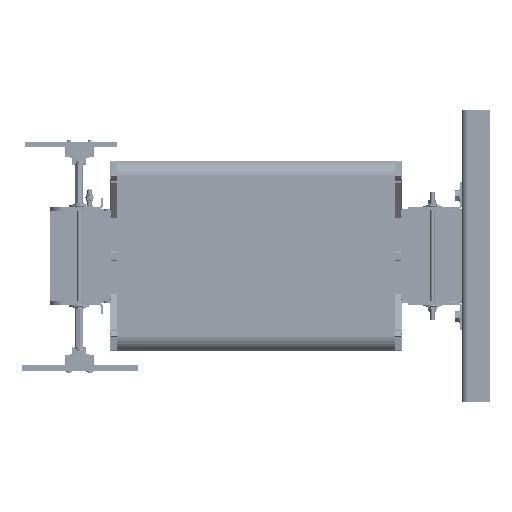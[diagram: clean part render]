
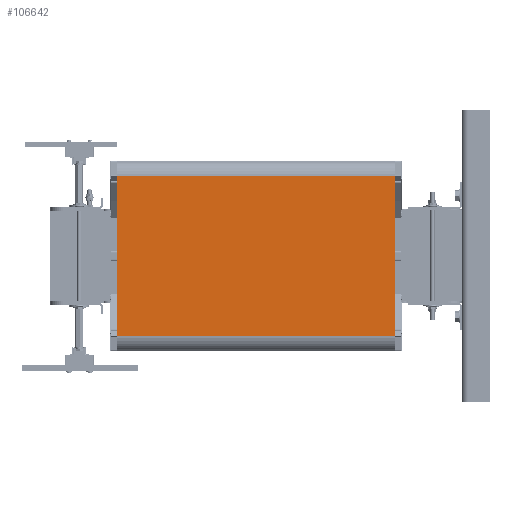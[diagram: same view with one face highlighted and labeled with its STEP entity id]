
A CAD part, left-side view. The second image highlights one B-rep face of the part: STEP entity #106642.
In plain terms, the highlighted planar face has unit normal (-1, 0, 0).
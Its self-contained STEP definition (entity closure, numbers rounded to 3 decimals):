
#8223=FACE_OUTER_BOUND('',#14129,.T.);
#14129=EDGE_LOOP('',(#72514,#72515,#72516,#72517));
#22769=LINE('',#155610,#33615);
#22773=LINE('',#155625,#33619);
#22774=LINE('',#155628,#33620);
#22775=LINE('',#155629,#33621);
#33615=VECTOR('',#126271,10.);
#33619=VECTOR('',#126285,10.);
#33620=VECTOR('',#126288,10.);
#33621=VECTOR('',#126289,10.);
#43830=VERTEX_POINT('',#155607);
#43831=VERTEX_POINT('',#155609);
#43837=VERTEX_POINT('',#155623);
#43838=VERTEX_POINT('',#155627);
#54731=EDGE_CURVE('',#43830,#43831,#22769,.T.);
#54739=EDGE_CURVE('',#43837,#43830,#22773,.T.);
#54740=EDGE_CURVE('',#43838,#43837,#22774,.T.);
#54741=EDGE_CURVE('',#43838,#43831,#22775,.T.);
#72514=ORIENTED_EDGE('',*,*,#54739,.F.);
#72515=ORIENTED_EDGE('',*,*,#54740,.F.);
#72516=ORIENTED_EDGE('',*,*,#54741,.T.);
#72517=ORIENTED_EDGE('',*,*,#54731,.F.);
#96931=PLANE('',#113167);
#106642=ADVANCED_FACE('',(#8223),#96931,.T.);
#113167=AXIS2_PLACEMENT_3D('',#155626,#126286,#126287);
#126271=DIRECTION('',(0.,0.,-1.));
#126285=DIRECTION('',(0.,-1.,0.));
#126286=DIRECTION('center_axis',(-1.,0.,0.));
#126287=DIRECTION('ref_axis',(0.,0.,
1.));
#126288=DIRECTION('',(0.,0.,1.));
#126289=DIRECTION('',(0.,-1.,0.));
#155607=CARTESIAN_POINT('',(-363.,-260.5,149.25));
#155609=CARTESIAN_POINT('',(-363.,-260.5,-149.25));
#155610=CARTESIAN_POINT('',(-363.,-260.5,149.25));
#155623=CARTESIAN_POINT('',(-363.,260.5,149.25));
#155625=CARTESIAN_POINT('',(-363.,0.,149.25));
#155626=CARTESIAN_POINT('Origin',(-363.,0.,-149.25));
#155627=CARTESIAN_POINT('',(-363.,260.5,-149.25));
#155628=CARTESIAN_POINT('',(-363.,260.5,149.25));
#155629=CARTESIAN_POINT('',(-363.,0.,-149.25));
